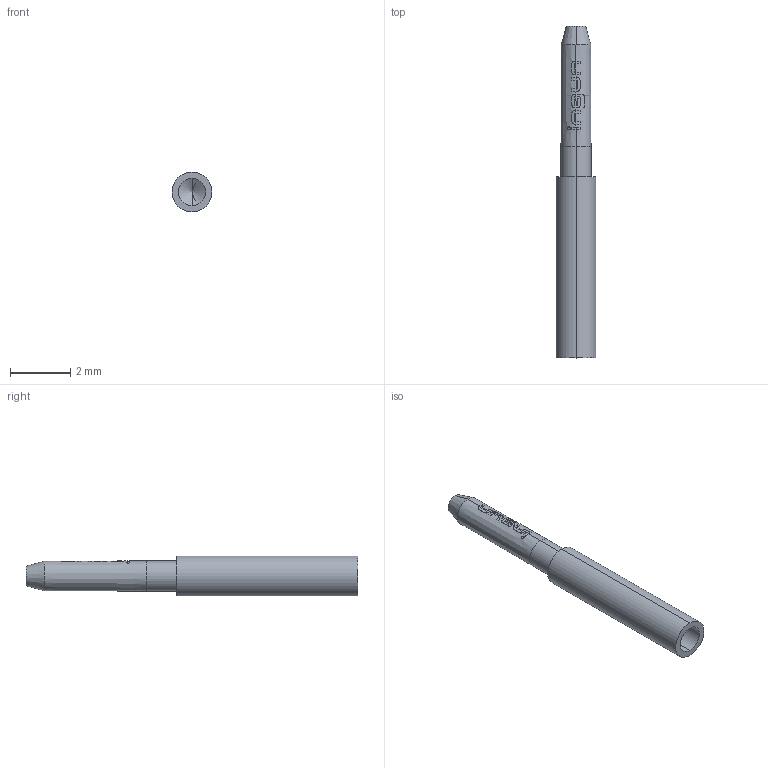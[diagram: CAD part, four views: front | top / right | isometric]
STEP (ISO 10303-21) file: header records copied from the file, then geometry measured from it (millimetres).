
FILE_DESCRIPTION (( 'STEP AP203' ), '1' );
FILE_NAME ('INGUN_SE-101.STEP', '2022-05-18T06:39:36', ( 'ochi' ), ( '' ), 'SwSTEP 2.0', 'SolidWorks 2018', '' );
FILE_SCHEMA (( 'CONFIG_CONTROL_DESIGN' ));
Length unit declared in the file: millimetre
Products named in the file (1): INGUN_SE-101
Bounding box: 1.32 x 11 x 1.32 mm (x, y, z)
Volume: 8.7 mm3; surface area: 56.8 mm2
Topology: 1 solids, 1 shells, 89 faces, 245 edges, 157 vertices
Faces by surface type: bspline 49, cone 31, cylinder 6, plane 3
Entity records: 4236 total; most frequent: CARTESIAN_POINT 2435, ORIENTED_EDGE 482, EDGE_CURVE 241, B_SPLINE_CURVE_WITH_KNOTS 192, VERTEX_POINT 157, DIRECTION 147, EDGE_LOOP 92, FACE_OUTER_BOUND 89
